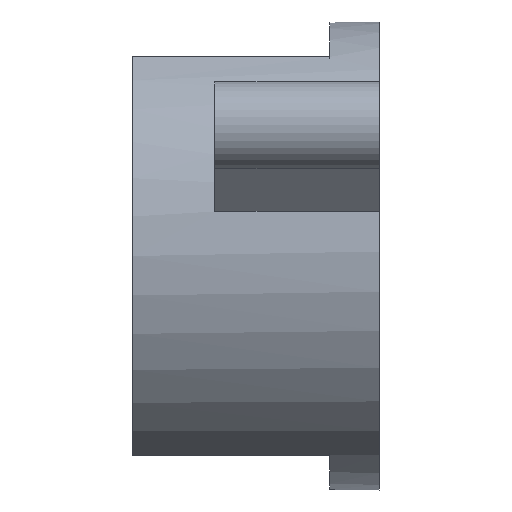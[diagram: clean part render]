
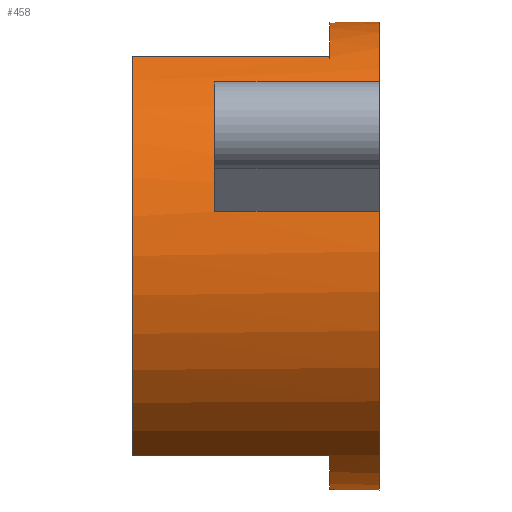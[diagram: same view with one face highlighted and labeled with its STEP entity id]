
A CAD part, left-side view. The second image highlights one B-rep face of the part: STEP entity #458.
In plain terms, the highlighted cylindrical face has radius 14.25 mm (diameter 28.5 mm), a full revolution.
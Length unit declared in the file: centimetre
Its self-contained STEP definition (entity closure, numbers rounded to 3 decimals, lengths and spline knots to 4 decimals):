
#107=CYLINDRICAL_SURFACE('',#487,1.425);
#111=CIRCLE('',#468,1.425);
#113=CIRCLE('',#470,1.425);
#116=CIRCLE('',#476,1.425);
#120=CIRCLE('',#482,1.425);
#122=CIRCLE('',#488,1.425);
#123=CIRCLE('',#489,1.425);
#130=VERTEX_POINT('',#594);
#131=VERTEX_POINT('',#596);
#133=VERTEX_POINT('',#602);
#136=VERTEX_POINT('',#607);
#137=VERTEX_POINT('',#609);
#139=VERTEX_POINT('',#614);
#141=VERTEX_POINT('',#619);
#143=VERTEX_POINT('',#624);
#149=VERTEX_POINT('',#642);
#150=VERTEX_POINT('',#644);
#153=VERTEX_POINT('',#654);
#154=VERTEX_POINT('',#658);
#155=VERTEX_POINT('',#662);
#156=VERTEX_POINT('',#664);
#157=VERTEX_POINT('',#666);
#158=VERTEX_POINT('',#668);
#167=VECTOR('',#503,1.);
#172=VECTOR('',#518,1.);
#174=VECTOR('',#520,1.);
#178=VECTOR('',#524,1.);
#183=VECTOR('',#554,1.);
#186=VECTOR('',#558,1.);
#187=VECTOR('',#563,1.);
#188=VECTOR('',#566,1.);
#197=LINE('',#595,#167);
#202=LINE('',#615,#172);
#204=LINE('',#618,#174);
#208=LINE('',#625,#178);
#213=LINE('',#653,#183);
#216=LINE('',#659,#186);
#217=LINE('',#663,#187);
#218=LINE('',#667,#188);
#227=EDGE_CURVE('',#131,#130,#197,.T.);
#231=EDGE_CURVE('',#130,#133,#111,.T.);
#234=EDGE_CURVE('',#137,#136,#113,.T.);
#238=EDGE_CURVE('',#133,#139,#202,.T.);
#240=EDGE_CURVE('',#141,#137,#204,.T.);
#244=EDGE_CURVE('',#136,#143,#208,.T.);
#248=EDGE_CURVE('',#139,#141,#116,.T.);
#249=EDGE_CURVE('',#143,#131,#116,.T.);
#254=EDGE_CURVE('',#150,#149,#120,.T.);
#259=EDGE_CURVE('',#153,#150,#213,.T.);
#262=EDGE_CURVE('',#149,#154,#216,.T.);
#263=EDGE_CURVE('',#154,#155,#122,.T.);
#264=EDGE_CURVE('',#155,#156,#217,.T.);
#265=EDGE_CURVE('',#156,#157,#123,.T.);
#266=EDGE_CURVE('',#157,#158,#218,.T.);
#267=EDGE_CURVE('',#158,#153,#122,.T.);
#338=ORIENTED_EDGE('',*,*,#244,.T.);
#339=ORIENTED_EDGE('',*,*,#249,.T.);
#340=ORIENTED_EDGE('',*,*,#227,.T.);
#341=ORIENTED_EDGE('',*,*,#231,.T.);
#342=ORIENTED_EDGE('',*,*,#238,.T.);
#343=ORIENTED_EDGE('',*,*,#248,.T.);
#344=ORIENTED_EDGE('',*,*,#240,.T.);
#345=ORIENTED_EDGE('',*,*,#234,.T.);
#346=ORIENTED_EDGE('',*,*,#259,.T.);
#347=ORIENTED_EDGE('',*,*,#254,.T.);
#348=ORIENTED_EDGE('',*,*,#262,.T.);
#349=ORIENTED_EDGE('',*,*,#263,.T.);
#350=ORIENTED_EDGE('',*,*,#264,.T.);
#351=ORIENTED_EDGE('',*,*,#265,.T.);
#352=ORIENTED_EDGE('',*,*,#266,.T.);
#353=ORIENTED_EDGE('',*,*,#267,.T.);
#401=EDGE_LOOP('',(#338,#339,#340,#341,#342,#343,#344,#345));
#402=EDGE_LOOP('',(#346,#347,#348,#349,#350,#351,#352,#353));
#431=FACE_BOUND('',#401,.T.);
#432=FACE_BOUND('',#402,.T.);
#458=ADVANCED_FACE('',(#431,#432),#107,.T.);
#468=AXIS2_PLACEMENT_3D('',#603,#509,#510);
#470=AXIS2_PLACEMENT_3D('',#608,#513,#514);
#476=AXIS2_PLACEMENT_3D('',#631,#532,#533);
#482=AXIS2_PLACEMENT_3D('',#643,#544,#545);
#487=AXIS2_PLACEMENT_3D('',#660,#559,#560);
#488=AXIS2_PLACEMENT_3D('',#661,#561,#562);
#489=AXIS2_PLACEMENT_3D('',#665,#564,#565);
#503=DIRECTION('',(0.,-1.,0.));
#509=DIRECTION('',(0.,-1.,0.));
#510=DIRECTION('',(1.425,0.,0.));
#513=DIRECTION('',(0.,-1.,0.));
#514=DIRECTION('',(1.425,0.,0.));
#518=DIRECTION('',(0.,1.,0.));
#520=DIRECTION('',(0.,-1.,0.));
#524=DIRECTION('',(0.,1.,0.));
#532=DIRECTION('',(0.,-1.,0.));
#533=DIRECTION('',(1.425,0.,0.));
#544=DIRECTION('',(0.,1.,0.));
#545=DIRECTION('',(1.425,0.,0.));
#554=DIRECTION('',(0.,1.,0.));
#558=DIRECTION('',(0.,-1.,0.));
#559=DIRECTION('',(0.,1.,0.));
#560=DIRECTION('',(1.425,0.,0.));
#561=DIRECTION('',(0.,1.,0.));
#562=DIRECTION('',(1.425,0.,0.));
#563=DIRECTION('',(0.,1.,0.));
#564=DIRECTION('',(0.,1.,0.));
#565=DIRECTION('',(1.425,0.,0.));
#566=DIRECTION('',(0.,-1.,0.));
#594=CARTESIAN_POINT('',(0.75,0.3,1.2117));
#595=CARTESIAN_POINT('',(0.75,0.9,1.2117));
#596=CARTESIAN_POINT('',(0.75,1.5,1.2117));
#602=CARTESIAN_POINT('',(-0.75,0.3,1.2117));
#603=CARTESIAN_POINT('',(0.,0.3,0.));
#607=CARTESIAN_POINT('',(0.75,0.3,-1.2117));
#608=CARTESIAN_POINT('',(0.,0.3,0.));
#609=CARTESIAN_POINT('',(-0.75,0.3,-1.2117));
#614=CARTESIAN_POINT('',(-0.75,1.5,1.2117));
#615=CARTESIAN_POINT('',(-0.75,0.9,1.2117));
#618=CARTESIAN_POINT('',(-0.75,0.9,-1.2117));
#619=CARTESIAN_POINT('',(-0.75,1.5,-1.2117));
#624=CARTESIAN_POINT('',(0.75,1.5,-1.2117));
#625=CARTESIAN_POINT('',(0.75,0.9,-1.2117));
#631=CARTESIAN_POINT('',(0.,1.5,0.));
#642=CARTESIAN_POINT('',(1.1947,1.,-0.7768));
#643=CARTESIAN_POINT('',(0.,1.,0.));
#644=CARTESIAN_POINT('',(1.399,1.,-0.2711));
#653=CARTESIAN_POINT('',(1.399,0.5,-0.2711));
#654=CARTESIAN_POINT('',(1.399,0.,-0.2711));
#658=CARTESIAN_POINT('',(1.1947,0.,-0.7768));
#659=CARTESIAN_POINT('',(1.1947,0.5,-0.7768));
#660=CARTESIAN_POINT('',(0.,0.,0.));
#661=CARTESIAN_POINT('',(0.,0.,0.));
#662=CARTESIAN_POINT('',(-1.399,0.,0.2711));
#663=CARTESIAN_POINT('',(-1.399,0.5,0.2711));
#664=CARTESIAN_POINT('',(-1.399,1.,0.2711));
#665=CARTESIAN_POINT('',(0.,1.,0.));
#666=CARTESIAN_POINT('',(-1.1947,1.,0.7768));
#667=CARTESIAN_POINT('',(-1.1947,0.5,0.7768));
#668=CARTESIAN_POINT('',(-1.1947,0.,0.7768));
